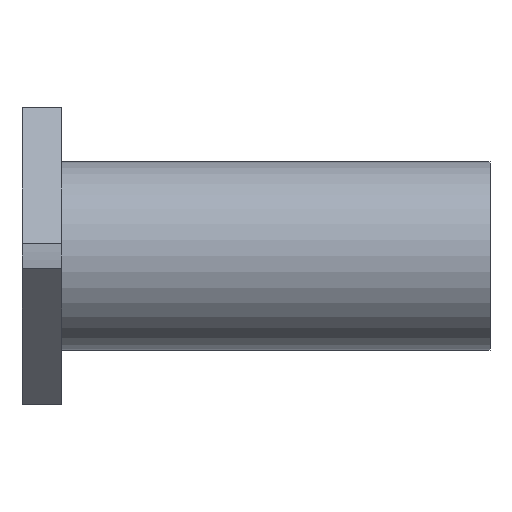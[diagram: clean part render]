
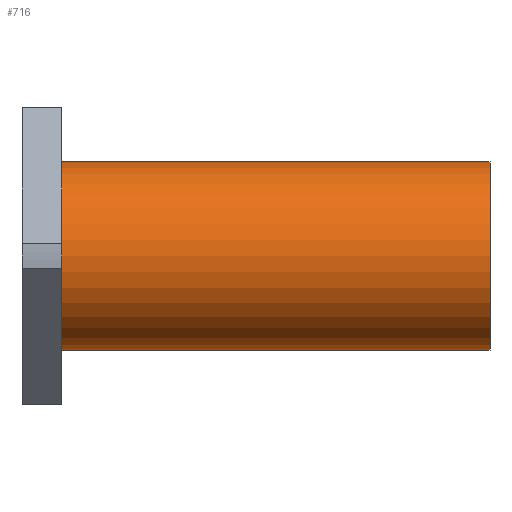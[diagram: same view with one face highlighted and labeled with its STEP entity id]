
A CAD part, front view. The second image highlights one B-rep face of the part: STEP entity #716.
In plain terms, the highlighted cylindrical face has radius 31 mm (diameter 62 mm), a partial arc.
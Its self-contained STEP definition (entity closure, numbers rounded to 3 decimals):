
#50 = ORIENTED_EDGE ( 'NONE', *, *, #1381, .F. ) ;
#68 = ORIENTED_EDGE ( 'NONE', *, *, #1410, .T. ) ;
#101 = EDGE_LOOP ( 'NONE', ( #50, #68, #107, #220 ) ) ;
#107 = ORIENTED_EDGE ( 'NONE', *, *, #1348, .T. ) ;
#220 = ORIENTED_EDGE ( 'NONE', *, *, #1403, .F. ) ;
#415 = VERTEX_POINT ( 'NONE', #485 ) ;
#416 = VERTEX_POINT ( 'NONE', #486 ) ;
#417 = VERTEX_POINT ( 'NONE', #487 ) ;
#418 = VERTEX_POINT ( 'NONE', #488 ) ;
#485 = CARTESIAN_POINT ( 'NONE',  ( 154., 0., 31. ) ) ;
#486 = CARTESIAN_POINT ( 'NONE',  ( 154., 0., -31. ) ) ;
#487 = CARTESIAN_POINT ( 'NONE',  ( 13., 0., -31. ) ) ;
#488 = CARTESIAN_POINT ( 'NONE',  ( 13., 0., 31. ) ) ;
#613 = DIRECTION ( 'NONE',  ( 0., 0., 1. ) ) ;
#614 = DIRECTION ( 'NONE',  ( -1., 0., 0. ) ) ;
#615 = CARTESIAN_POINT ( 'NONE',  ( 0., 0., 0. ) ) ;
#716 = ADVANCED_FACE ( 'NONE', ( #1034 ), #1035, .T. ) ;
#833 = CARTESIAN_POINT ( 'NONE',  ( 0., 0., 31. ) ) ;
#839 = DIRECTION ( 'NONE',  ( -1., 0., 0. ) ) ;
#921 = CARTESIAN_POINT ( 'NONE',  ( 0., 0., -31. ) ) ;
#927 = DIRECTION ( 'NONE',  ( -1., 0., 0. ) ) ;
#969 = CARTESIAN_POINT ( 'NONE',  ( 13., 0., 0. ) ) ;
#982 = DIRECTION ( 'NONE',  ( -1., 0., 0. ) ) ;
#983 = DIRECTION ( 'NONE',  ( 0., 0., 1. ) ) ;
#992 = CARTESIAN_POINT ( 'NONE',  ( 154., 0., 0. ) ) ;
#1001 = DIRECTION ( 'NONE',  ( -1., 0., 0. ) ) ;
#1002 = DIRECTION ( 'NONE',  ( 0., 0., 1. ) ) ;
#1034 = FACE_OUTER_BOUND ( 'NONE', #101, .T. ) ;
#1035 = CYLINDRICAL_SURFACE ( 'NONE', #1470, 31. ) ;
#1148 = VECTOR ( 'NONE', #839, 1000. ) ;
#1150 = LINE ( 'NONE', #833, #1148 ) ;
#1171 = LINE ( 'NONE', #921, #1197 ) ;
#1197 = VECTOR ( 'NONE', #927, 1000. ) ;
#1229 = CIRCLE ( 'NONE', #1557, 31. ) ;
#1348 = EDGE_CURVE ( 'NONE', #415, #418, #1150, .T. ) ;
#1381 = EDGE_CURVE ( 'NONE', #416, #417, #1171, .T. ) ;
#1403 = EDGE_CURVE ( 'NONE', #417, #418, #1229, .T. ) ;
#1410 = EDGE_CURVE ( 'NONE', #416, #415, #1579, .T. ) ;
#1470 = AXIS2_PLACEMENT_3D ( 'NONE', #615, #614, #613 ) ;
#1557 = AXIS2_PLACEMENT_3D ( 'NONE', #969, #982, #983 ) ;
#1562 = AXIS2_PLACEMENT_3D ( 'NONE', #992, #1001, #1002 ) ;
#1579 = CIRCLE ( 'NONE', #1562, 31. ) ;
